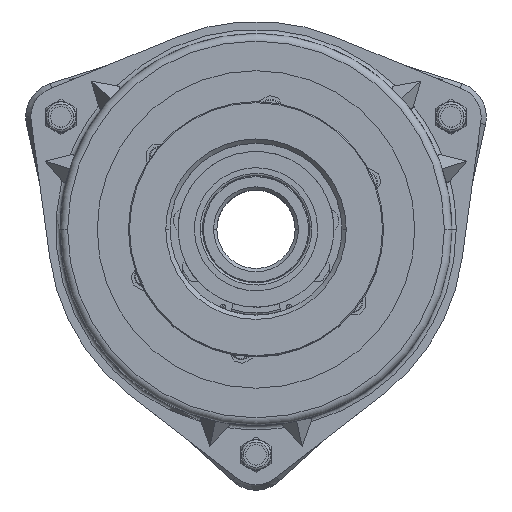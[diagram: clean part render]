
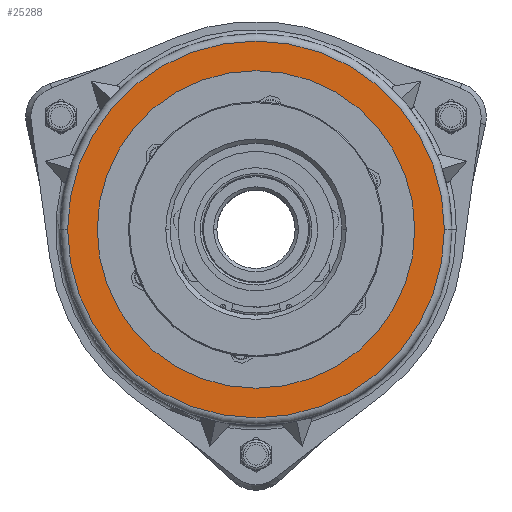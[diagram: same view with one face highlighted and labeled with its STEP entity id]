
A CAD part, top view. The second image highlights one B-rep face of the part: STEP entity #25288.
In plain terms, the highlighted planar face has unit normal (0, 0, 1).
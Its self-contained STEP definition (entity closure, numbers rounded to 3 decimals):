
#748 = CARTESIAN_POINT ( 'NONE',  ( 0., 74., 48.1 ) ) ;
#2883 = EDGE_CURVE ( 'NONE', #7066, #33038, #22048, .T. ) ;
#3264 = CARTESIAN_POINT ( 'NONE',  ( 0., 0., 48.1 ) ) ;
#3551 = CARTESIAN_POINT ( 'NONE',  ( 0., 0., 48.1 ) ) ;
#4212 = CIRCLE ( 'NONE', #16154, 74. ) ;
#5783 = EDGE_LOOP ( 'NONE', ( #11647, #27634 ) ) ;
#6049 = DIRECTION ( 'NONE',  ( 1., 0., 0. ) ) ;
#6288 = DIRECTION ( 'NONE',  ( 1., 0., 0. ) ) ;
#6310 = DIRECTION ( 'NONE',  ( -1., 0., 0. ) ) ;
#6729 = DIRECTION ( 'NONE',  ( 0., 0., -1. ) ) ;
#7066 = VERTEX_POINT ( 'NONE', #9101 ) ;
#7365 = VERTEX_POINT ( 'NONE', #35392 ) ;
#8642 = CARTESIAN_POINT ( 'NONE',  ( 87.8, 0., 48.1 ) ) ;
#9101 = CARTESIAN_POINT ( 'NONE',  ( -87.8, 0., 48.1 ) ) ;
#9712 = DIRECTION ( 'NONE',  ( 0., 0., 1. ) ) ;
#10761 = ORIENTED_EDGE ( 'NONE', *, *, #24184, .T. ) ;
#11536 = VERTEX_POINT ( 'NONE', #34970 ) ;
#11629 = EDGE_LOOP ( 'NONE', ( #26067, #10761 ) ) ;
#11647 = ORIENTED_EDGE ( 'NONE', *, *, #22901, .T. ) ;
#13550 = AXIS2_PLACEMENT_3D ( 'NONE', #26186, #9712, #28894 ) ;
#14548 = AXIS2_PLACEMENT_3D ( 'NONE', #748, #33582, #6288 ) ;
#16154 = AXIS2_PLACEMENT_3D ( 'NONE', #23184, #6729, #25939 ) ;
#17296 = AXIS2_PLACEMENT_3D ( 'NONE', #3264, #22493, #6049 ) ;
#19243 = FACE_OUTER_BOUND ( 'NONE', #5783, .T. ) ;
#20863 = EDGE_CURVE ( 'NONE', #7365, #11536, #22907, .T. ) ;
#22048 = CIRCLE ( 'NONE', #17296, 87.8 ) ;
#22493 = DIRECTION ( 'NONE',  ( 0., 0., 1. ) ) ;
#22730 = AXIS2_PLACEMENT_3D ( 'NONE', #3551, #22770, #6310 ) ;
#22749 = PLANE ( 'NONE',  #14548 ) ;
#22770 = DIRECTION ( 'NONE',  ( 0., 0., -1. ) ) ;
#22901 = EDGE_CURVE ( 'NONE', #33038, #7066, #35119, .T. ) ;
#22907 = CIRCLE ( 'NONE', #22730, 74. ) ;
#23184 = CARTESIAN_POINT ( 'NONE',  ( 0., 0., 48.1 ) ) ;
#24184 = EDGE_CURVE ( 'NONE', #11536, #7365, #4212, .T. ) ;
#25288 = ADVANCED_FACE ( 'NONE', ( #19243, #33765 ), #22749, .T. ) ;
#25939 = DIRECTION ( 'NONE',  ( -1., 0., 0. ) ) ;
#26067 = ORIENTED_EDGE ( 'NONE', *, *, #20863, .T. ) ;
#26186 = CARTESIAN_POINT ( 'NONE',  ( 0., 0., 48.1 ) ) ;
#27634 = ORIENTED_EDGE ( 'NONE', *, *, #2883, .T. ) ;
#28894 = DIRECTION ( 'NONE',  ( 1., 0., 0. ) ) ;
#33038 = VERTEX_POINT ( 'NONE', #8642 ) ;
#33582 = DIRECTION ( 'NONE',  ( 0., 0., 1. ) ) ;
#33765 = FACE_BOUND ( 'NONE', #11629, .T. ) ;
#34970 = CARTESIAN_POINT ( 'NONE',  ( 74., 0., 48.1 ) ) ;
#35119 = CIRCLE ( 'NONE', #13550, 87.8 ) ;
#35392 = CARTESIAN_POINT ( 'NONE',  ( -74., 0., 48.1 ) ) ;
